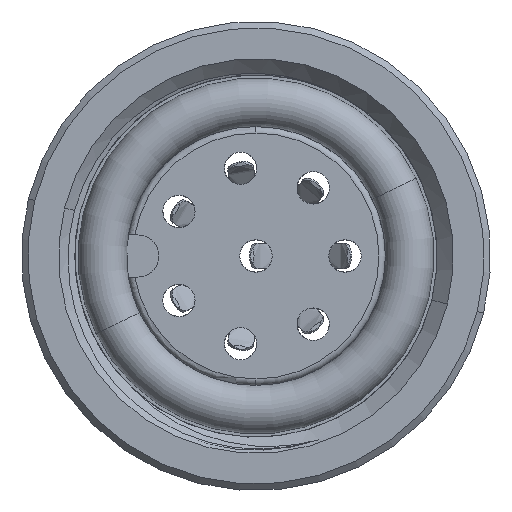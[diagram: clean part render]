
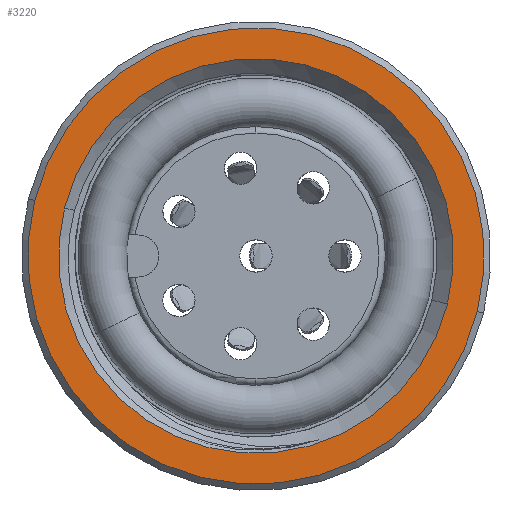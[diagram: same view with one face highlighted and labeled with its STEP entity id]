
A CAD part, left-side view. The second image highlights one B-rep face of the part: STEP entity #3220.
In plain terms, the highlighted face is planar.
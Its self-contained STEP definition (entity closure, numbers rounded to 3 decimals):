
#109 = DIRECTION ( 'NONE',  ( -1., 0., 0. ) ) ;
#694 = EDGE_CURVE ( 'NONE', #5209, #3915, #984, .T. ) ;
#742 = DIRECTION ( 'NONE',  ( 0., 0., 1. ) ) ;
#818 = FACE_BOUND ( 'NONE', #5351, .T. ) ;
#910 = CARTESIAN_POINT ( 'NONE',  ( 11., 0., -7.05 ) ) ;
#984 = CIRCLE ( 'NONE', #3659, 6.1 ) ;
#1335 = ORIENTED_EDGE ( 'NONE', *, *, #2822, .T. ) ;
#1380 = DIRECTION ( 'NONE',  ( 1., 0., 0. ) ) ;
#2009 = CARTESIAN_POINT ( 'NONE',  ( 11., 0., 0. ) ) ;
#2068 = CARTESIAN_POINT ( 'NONE',  ( 11., 0., 0. ) ) ;
#2163 = CARTESIAN_POINT ( 'NONE',  ( 11., 0., 6.1 ) ) ;
#2360 = CIRCLE ( 'NONE', #3726, 6.1 ) ;
#2521 = DIRECTION ( 'NONE',  ( 0., 0., 1. ) ) ;
#2684 = CARTESIAN_POINT ( 'NONE',  ( 11., 0., 0. ) ) ;
#2822 = EDGE_CURVE ( 'NONE', #7173, #6774, #6029, .T. ) ;
#2949 = AXIS2_PLACEMENT_3D ( 'NONE', #2068, #1380, #6831 ) ;
#3120 = CARTESIAN_POINT ( 'NONE',  ( 11., 7.25, 0. ) ) ;
#3220 = ADVANCED_FACE ( 'NONE', ( #6545, #818 ), #7223, .F. ) ;
#3322 = EDGE_CURVE ( 'NONE', #3915, #5209, #2360, .T. ) ;
#3375 = DIRECTION ( 'NONE',  ( -1., 0., 0. ) ) ;
#3659 = AXIS2_PLACEMENT_3D ( 'NONE', #2009, #109, #742 ) ;
#3726 = AXIS2_PLACEMENT_3D ( 'NONE', #2684, #3375, #4675 ) ;
#3794 = EDGE_LOOP ( 'NONE', ( #1335, #7366 ) ) ;
#3915 = VERTEX_POINT ( 'NONE', #6412 ) ;
#4419 = ORIENTED_EDGE ( 'NONE', *, *, #694, .T. ) ;
#4514 = AXIS2_PLACEMENT_3D ( 'NONE', #3120, #5822, #2521 ) ;
#4550 = CIRCLE ( 'NONE', #7829, 7.05 ) ;
#4647 = CARTESIAN_POINT ( 'NONE',  ( 11., 0., 7.05 ) ) ;
#4675 = DIRECTION ( 'NONE',  ( 0., 0., 1. ) ) ;
#5041 = EDGE_CURVE ( 'NONE', #6774, #7173, #4550, .T. ) ;
#5209 = VERTEX_POINT ( 'NONE', #2163 ) ;
#5351 = EDGE_LOOP ( 'NONE', ( #8293, #4419 ) ) ;
#5416 = DIRECTION ( 'NONE',  ( 0., 0., 1. ) ) ;
#5822 = DIRECTION ( 'NONE',  ( -1., 0., 0. ) ) ;
#6029 = CIRCLE ( 'NONE', #2949, 7.05 ) ;
#6412 = CARTESIAN_POINT ( 'NONE',  ( 11., 0., -6.1 ) ) ;
#6545 = FACE_OUTER_BOUND ( 'NONE', #3794, .T. ) ;
#6723 = CARTESIAN_POINT ( 'NONE',  ( 11., 0., 0. ) ) ;
#6774 = VERTEX_POINT ( 'NONE', #910 ) ;
#6831 = DIRECTION ( 'NONE',  ( 0., 0., 1. ) ) ;
#7173 = VERTEX_POINT ( 'NONE', #4647 ) ;
#7223 = PLANE ( 'NONE',  #4514 ) ;
#7337 = DIRECTION ( 'NONE',  ( 1., 0., 0. ) ) ;
#7366 = ORIENTED_EDGE ( 'NONE', *, *, #5041, .T. ) ;
#7829 = AXIS2_PLACEMENT_3D ( 'NONE', #6723, #7337, #5416 ) ;
#8293 = ORIENTED_EDGE ( 'NONE', *, *, #3322, .T. ) ;
